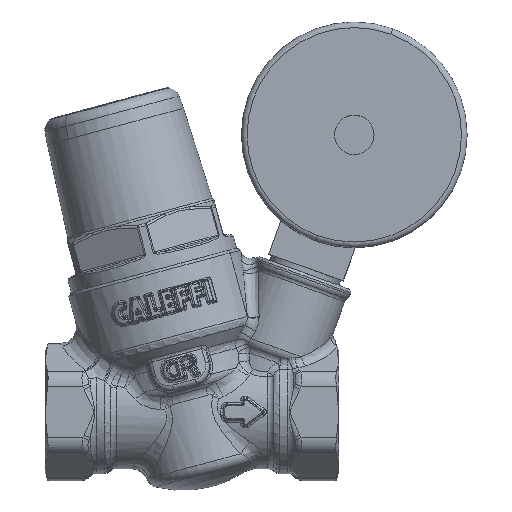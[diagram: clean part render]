
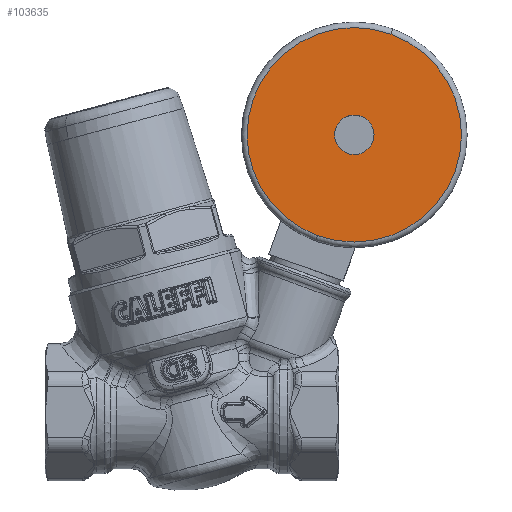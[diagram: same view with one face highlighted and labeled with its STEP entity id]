
A CAD part, top view. The second image highlights one B-rep face of the part: STEP entity #103635.
In plain terms, the highlighted planar face has unit normal (0, 0, 1).
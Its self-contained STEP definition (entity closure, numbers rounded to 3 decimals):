
#103526=CARTESIAN_POINT('Vertex',(22.262,31.272,14.45)) ;
#103529=CARTESIAN_POINT('Axis2P3D Location',(28.76,49.126,14.45)) ;
#103533=CARTESIAN_POINT('Vertex',(35.259,66.98,14.45)) ;
#103560=CARTESIAN_POINT('Axis2P3D Location',(28.76,49.126,14.45)) ;
#103608=CARTESIAN_POINT('Axis2P3D Location',(28.76,49.126,14.45)) ;
#103617=CARTESIAN_POINT('Axis2P3D Location',(28.76,49.126,14.45)) ;
#103621=CARTESIAN_POINT('Vertex',(29.957,52.415,14.45)) ;
#103623=CARTESIAN_POINT('Vertex',(27.563,45.837,14.45)) ;
#103626=CARTESIAN_POINT('Axis2P3D Location',(28.76,49.126,14.45)) ;
#103530=DIRECTION('Axis2P3D Direction',(0.,0.,-1.)) ;
#103561=DIRECTION('Axis2P3D Direction',(0.,0.,-1.)) ;
#103609=DIRECTION('Axis2P3D Direction',(0.,0.,-1.)) ;
#103610=DIRECTION('Axis2P3D XDirection',(-0.342,-0.94,0.)) ;
#103618=DIRECTION('Axis2P3D Direction',(0.,0.,-1.)) ;
#103627=DIRECTION('Axis2P3D Direction',(0.,0.,-1.)) ;
#103531=AXIS2_PLACEMENT_3D('Circle Axis2P3D',#103529,#103530,$) ;
#103562=AXIS2_PLACEMENT_3D('Circle Axis2P3D',#103560,#103561,$) ;
#103611=AXIS2_PLACEMENT_3D('Plane Axis2P3D',#103608,#103609,#103610) ;
#103619=AXIS2_PLACEMENT_3D('Circle Axis2P3D',#103617,#103618,$) ;
#103628=AXIS2_PLACEMENT_3D('Circle Axis2P3D',#103626,#103627,$) ;
#103614=ORIENTED_EDGE('',*,*,#103535,.F.) ;
#103615=ORIENTED_EDGE('',*,*,#103564,.F.) ;
#103632=ORIENTED_EDGE('',*,*,#103625,.T.) ;
#103633=ORIENTED_EDGE('',*,*,#103630,.T.) ;
#103634=FACE_BOUND('',#103631,.T.) ;
#103635=ADVANCED_FACE('PartBody',(#103616,#103634),#103612,.F.) ;
#103532=CIRCLE('generated circle',#103531,19.) ;
#103563=CIRCLE('generated circle',#103562,19.) ;
#103620=CIRCLE('generated circle',#103619,3.5) ;
#103629=CIRCLE('generated circle',#103628,3.5) ;
#103535=EDGE_CURVE('',#103527,#103534,#103532,.T.) ;
#103564=EDGE_CURVE('',#103534,#103527,#103563,.T.) ;
#103625=EDGE_CURVE('',#103622,#103624,#103620,.T.) ;
#103630=EDGE_CURVE('',#103624,#103622,#103629,.T.) ;
#103613=EDGE_LOOP('',(#103614,#103615)) ;
#103631=EDGE_LOOP('',(#103632,#103633)) ;
#103616=FACE_OUTER_BOUND('',#103613,.T.) ;
#103612=PLANE('',#103611) ;
#103527=VERTEX_POINT('',#103526) ;
#103534=VERTEX_POINT('',#103533) ;
#103622=VERTEX_POINT('',#103621) ;
#103624=VERTEX_POINT('',#103623) ;
